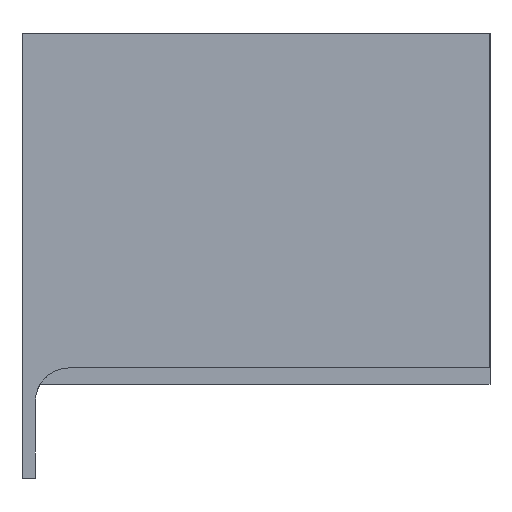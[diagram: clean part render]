
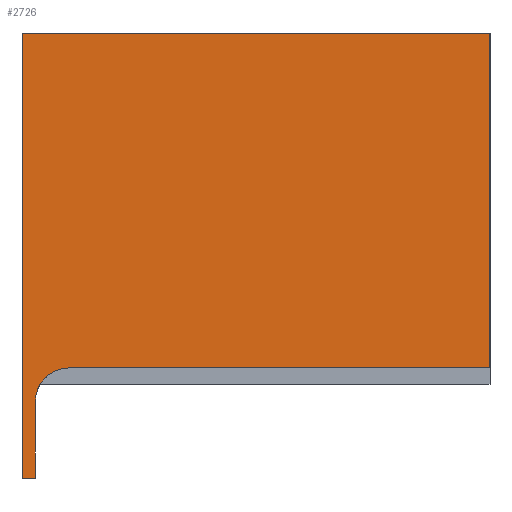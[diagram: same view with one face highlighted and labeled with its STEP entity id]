
A CAD part, left-side view. The second image highlights one B-rep face of the part: STEP entity #2726.
In plain terms, the highlighted planar face has unit normal (-1, 0, 0).
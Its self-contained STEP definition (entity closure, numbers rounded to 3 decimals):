
#2696=AXIS2_PLACEMENT_3D('Plane Axis2P3D',#2693,#2694,#2695) ;
#2714=AXIS2_PLACEMENT_3D('Circle Axis2P3D',#2712,#2713,$) ;
#401=CARTESIAN_POINT('Vertex',(-38.1,68.,74.)) ;
#406=CARTESIAN_POINT('Line Origine',(-38.1,69.,74.)) ;
#410=CARTESIAN_POINT('Vertex',(-38.1,70.,74.)) ;
#437=CARTESIAN_POINT('Line Origine',(-38.1,70.,107.25)) ;
#441=CARTESIAN_POINT('Vertex',(-38.1,70.,140.5)) ;
#2202=CARTESIAN_POINT('Vertex',(-38.1,0.,140.5)) ;
#2205=CARTESIAN_POINT('Line Origine',(-38.1,0.,115.5)) ;
#2209=CARTESIAN_POINT('Vertex',(-38.1,0.,90.5)) ;
#2629=CARTESIAN_POINT('Line Origine',(-38.1,35.,140.5)) ;
#2693=CARTESIAN_POINT('Axis2P3D Location',(-38.1,0.,0.)) ;
#2698=CARTESIAN_POINT('Line Origine',(-38.1,31.5,90.5)) ;
#2702=CARTESIAN_POINT('Vertex',(-38.1,63.,90.5)) ;
#2705=CARTESIAN_POINT('Line Origine',(-38.1,68.,79.75)) ;
#2709=CARTESIAN_POINT('Vertex',(-38.1,68.,85.5)) ;
#2712=CARTESIAN_POINT('Axis2P3D Location',(-38.1,63.,85.5)) ;
#407=DIRECTION('Vector Direction',(0.,-1.,0.)) ;
#438=DIRECTION('Vector Direction',(0.,0.,-1.)) ;
#2206=DIRECTION('Vector Direction',(0.,0.,1.)) ;
#2630=DIRECTION('Vector Direction',(0.,1.,0.)) ;
#2694=DIRECTION('Axis2P3D Direction',(1.,0.,0.)) ;
#2695=DIRECTION('Axis2P3D XDirection',(0.,1.,0.)) ;
#2699=DIRECTION('Vector Direction',(0.,-1.,0.)) ;
#2706=DIRECTION('Vector Direction',(0.,0.,1.)) ;
#2713=DIRECTION('Axis2P3D Direction',(1.,0.,0.)) ;
#408=VECTOR('Line Direction',#407,1.) ;
#439=VECTOR('Line Direction',#438,1.) ;
#2207=VECTOR('Line Direction',#2206,1.) ;
#2631=VECTOR('Line Direction',#2630,1.) ;
#2700=VECTOR('Line Direction',#2699,1.) ;
#2707=VECTOR('Line Direction',#2706,1.) ;
#2718=ORIENTED_EDGE('',*,*,#2704,.F.) ;
#2719=ORIENTED_EDGE('',*,*,#2211,.F.) ;
#2720=ORIENTED_EDGE('',*,*,#2633,.F.) ;
#2721=ORIENTED_EDGE('',*,*,#443,.F.) ;
#2722=ORIENTED_EDGE('',*,*,#412,.F.) ;
#2723=ORIENTED_EDGE('',*,*,#2711,.F.) ;
#2724=ORIENTED_EDGE('',*,*,#2716,.T.) ;
#2726=ADVANCED_FACE('Copriterminale alto HTC superiore',(#2725),#2697,.F.) ;
#2715=CIRCLE('generated circle',#2714,5.) ;
#412=EDGE_CURVE('',#402,#411,#409,.F.) ;
#443=EDGE_CURVE('',#411,#442,#440,.F.) ;
#2211=EDGE_CURVE('',#2203,#2210,#2208,.F.) ;
#2633=EDGE_CURVE('',#442,#2203,#2632,.F.) ;
#2704=EDGE_CURVE('',#2210,#2703,#2701,.F.) ;
#2711=EDGE_CURVE('',#2710,#402,#2708,.F.) ;
#2716=EDGE_CURVE('',#2710,#2703,#2715,.T.) ;
#2717=EDGE_LOOP('',(#2718,#2719,#2720,#2721,#2722,#2723,#2724)) ;
#2725=FACE_OUTER_BOUND('',#2717,.T.) ;
#409=LINE('Line',#406,#408) ;
#440=LINE('Line',#437,#439) ;
#2208=LINE('Line',#2205,#2207) ;
#2632=LINE('Line',#2629,#2631) ;
#2701=LINE('Line',#2698,#2700) ;
#2708=LINE('Line',#2705,#2707) ;
#2697=PLANE('',#2696) ;
#402=VERTEX_POINT('',#401) ;
#411=VERTEX_POINT('',#410) ;
#442=VERTEX_POINT('',#441) ;
#2203=VERTEX_POINT('',#2202) ;
#2210=VERTEX_POINT('',#2209) ;
#2703=VERTEX_POINT('',#2702) ;
#2710=VERTEX_POINT('',#2709) ;
